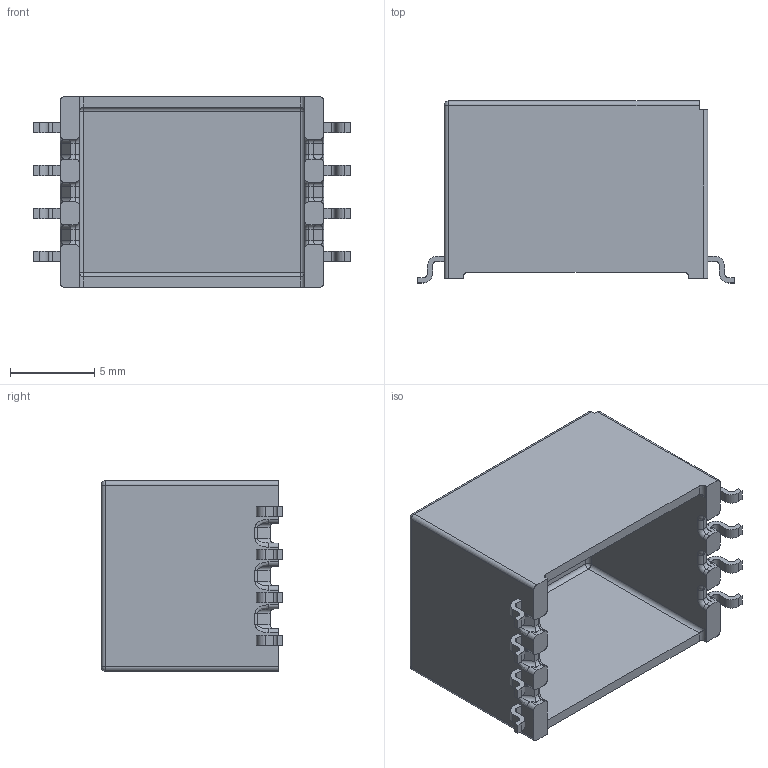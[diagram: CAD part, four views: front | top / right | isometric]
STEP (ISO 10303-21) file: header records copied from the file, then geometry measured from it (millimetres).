
FILE_DESCRIPTION (( 'STEP AP214' ), '1' );
FILE_NAME ('250-1107_6A.STEP', '2021-07-06T19:06:37', ( '' ), ( '' ), 'SwSTEP 2.0', 'SolidWorks 2017', '' );
FILE_SCHEMA (( 'AUTOMOTIVE_DESIGN' ));
Length unit declared in the file: millimetre
Products named in the file (1): 250-1107_6A
Bounding box: 18.78 x 10.77 x 11.28 mm (x, y, z)
Volume: 512.3 mm3; surface area: 1375.9 mm2
Topology: 1 solids, 1 shells, 259 faces, 671 edges, 416 vertices
Faces by surface type: plane 118, cylinder 111, bspline 12, torus 12, sphere 6
Entity records: 9107 total; most frequent: CARTESIAN_POINT 1665, ORIENTED_EDGE 1330, DIRECTION 1311, EDGE_CURVE 665, AXIS2_PLACEMENT_3D 438, VECTOR 435, LINE 435, VERTEX_POINT 416
